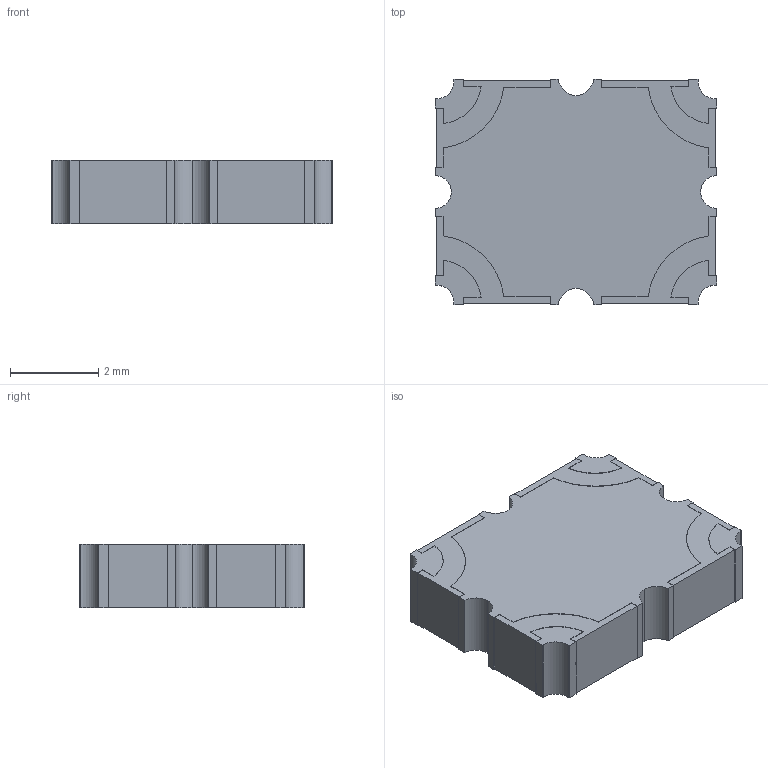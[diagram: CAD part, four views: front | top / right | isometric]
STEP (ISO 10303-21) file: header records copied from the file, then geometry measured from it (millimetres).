
FILE_DESCRIPTION(/* description */ ('Unknown'),/* implementation_level */ '2;1');
FILE_NAME(/* name */ 'X3C14P1-03S',/* time_stamp */ '2024-06-13T09:31:28+02:00',/* author */ ('Unknown'),/* organization */ ('Unknown'),/* preprocessor_version */ 'ST-DEVELOPER v18.102',/* originating_system */ 'Solid Edge',/* authorisation */ 'Unknown');
FILE_SCHEMA (('AUTOMOTIVE_DESIGN {1 0 10303 214 3 1 1}'));
Length unit declared in the file: millimetre
Products named in the file (1): X3C14P1-03S
Bounding box: 6.4 x 5.12 x 1.45 mm (x, y, z)
Volume: 45 mm3; surface area: 97.4 mm2
Topology: 1 solids, 1 shells, 134 faces, 396 edges, 264 vertices
Faces by surface type: plane 114, cylinder 20
Entity records: 5383 total; most frequent: CARTESIAN_POINT 795, ORIENTED_EDGE 792, DIRECTION 706, EDGE_CURVE 396, LINE 356, VECTOR 356, VERTEX_POINT 264, AXIS2_PLACEMENT_3D 175
